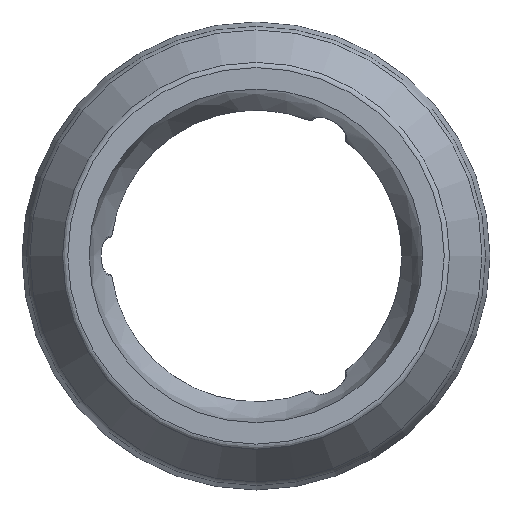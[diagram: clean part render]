
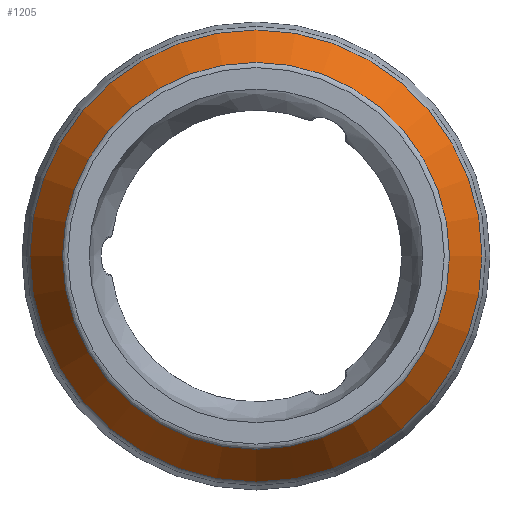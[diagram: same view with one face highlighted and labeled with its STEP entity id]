
A CAD part, top view. The second image highlights one B-rep face of the part: STEP entity #1205.
In plain terms, the highlighted conical face has half-angle 32.488 degrees and reference radius 20.301 mm.
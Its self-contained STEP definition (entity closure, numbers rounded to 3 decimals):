
#24=CONICAL_SURFACE('',#1376,20.301,0.567);
#98=LINE('',#3223,#133);
#133=VECTOR('',#1729,20.301);
#242=FACE_OUTER_BOUND('',#336,.T.);
#336=EDGE_LOOP('',(#1091,#1092,#1093,#1094));
#475=CIRCLE('',#1374,18.727);
#477=CIRCLE('',#1377,21.875);
#587=VERTEX_POINT('',#3217);
#588=VERTEX_POINT('',#3221);
#755=EDGE_CURVE('',#587,#587,#475,.T.);
#757=EDGE_CURVE('',#588,#588,#477,.T.);
#758=EDGE_CURVE('',#588,#587,#98,.T.);
#1091=ORIENTED_EDGE('',*,*,#757,.F.);
#1092=ORIENTED_EDGE('',*,*,#758,.T.);
#1093=ORIENTED_EDGE('',*,*,#755,.T.);
#1094=ORIENTED_EDGE('',*,*,#758,.F.);
#1205=ADVANCED_FACE('',(#242),#24,.T.);
#1374=AXIS2_PLACEMENT_3D('',#3218,#1721,#1722);
#1376=AXIS2_PLACEMENT_3D('',#3220,#1725,#1726);
#1377=AXIS2_PLACEMENT_3D('',#3222,#1727,#1728);
#1721=DIRECTION('center_axis',(0.,0.,
-1.));
#1722=DIRECTION('ref_axis',(1.,0.,0.));
#1725=DIRECTION('center_axis',(0.,0.,
-1.));
#1726=DIRECTION('ref_axis',(-1.,0.,0.));
#1727=DIRECTION('center_axis',(0.,0.,
-1.));
#1728=DIRECTION('ref_axis',(1.,0.,0.));
#1729=DIRECTION('',(-0.537,0.,0.844));
#3217=CARTESIAN_POINT('',(48.451,-77.007,26.122));
#3218=CARTESIAN_POINT('Origin',(29.724,-77.007,26.122));
#3220=CARTESIAN_POINT('Origin',(29.724,-77.007,23.651));
#3221=CARTESIAN_POINT('',(51.599,-77.007,21.179));
#3222=CARTESIAN_POINT('Origin',(29.724,-77.007,21.179));
#3223=CARTESIAN_POINT('',(50.025,-77.007,23.651));
